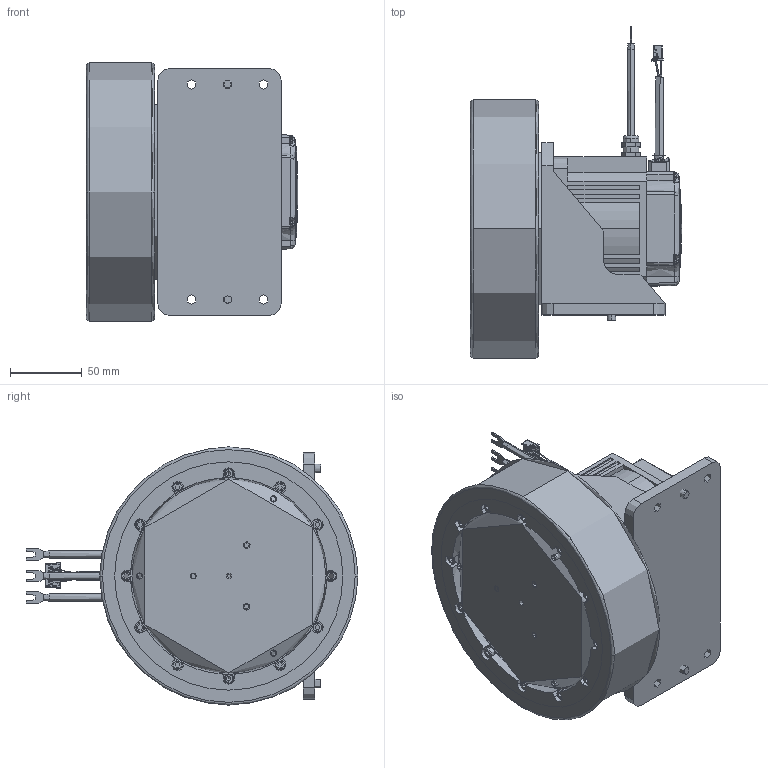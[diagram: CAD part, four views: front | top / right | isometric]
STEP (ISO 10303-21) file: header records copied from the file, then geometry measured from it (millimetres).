
FILE_DESCRIPTION((''),'2;1');
FILE_NAME('PRT0001','2023-07-20T16:54:27',('ms28071'),(''),'CREO PARAMETRIC BY PTC INC, 2018100','CREO PARAMETRIC BY PTC INC, 2018100','');
FILE_SCHEMA(('CONFIG_CONTROL_DESIGN'));
Length unit declared in the file: millimetre
Products named in the file (1): PRT0001
Bounding box: 147.2 x 231.3 x 180 mm (x, y, z)
Topology: 0 solids, 110 shells, 1894 faces, 5192 edges, 3464 vertices
Faces by surface type: plane 1042, cylinder 483, cone 162, torus 129, bspline 50, sphere 18, extrusion 10
Full cylindrical faces by diameter (mm): 2.551 x3
Entity records: 65413 total; most frequent: CARTESIAN_POINT 17046, DIRECTION 10090, ORIENTED_EDGE 9628, EDGE_CURVE 5167, AXIS2_PLACEMENT_3D 3478, VERTEX_POINT 3467, VECTOR 3134, LINE 3124
